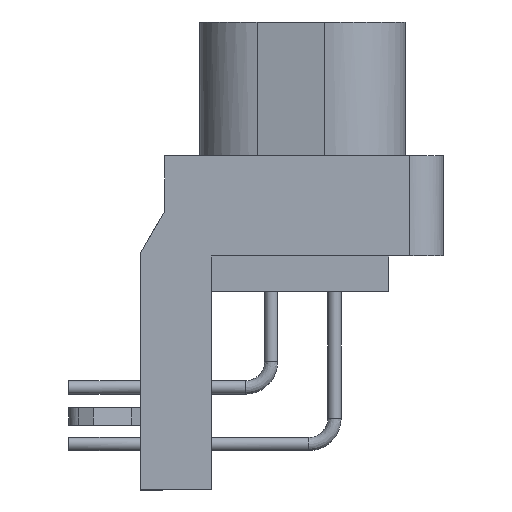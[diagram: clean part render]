
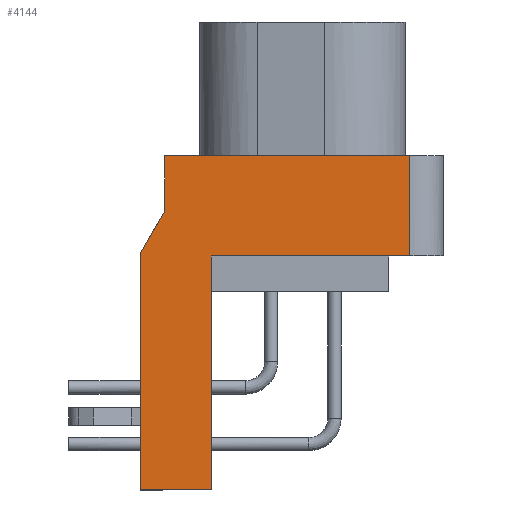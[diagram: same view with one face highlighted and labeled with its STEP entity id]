
A CAD part, left-side view. The second image highlights one B-rep face of the part: STEP entity #4144.
In plain terms, the highlighted free-form (B-spline) face has degree [1, 1] with [2, 2] control points.
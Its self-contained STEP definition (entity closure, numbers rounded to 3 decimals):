
#2535=CARTESIAN_POINT('V60',(-19.75,2.085,
   0.5));
#2536=VERTEX_POINT('V60',#2535);
#2542=CARTESIAN_POINT('V63',(-19.75,-8.915,
   0.5));
#2543=VERTEX_POINT('V63',#2542);
#2544=CARTESIAN_POINT('E88',(-19.75,-8.915,
   0.5));
#2545=CARTESIAN_POINT('E88',(-19.75,2.085,
   0.5));
#2546=B_SPLINE_CURVE_WITH_KNOTS('E88',1,(#2544,#2545),
   .POLYLINE_FORM.,.F.,.U.,(2,2),(0.0,22.0),.UNSPECIFIED.);
#2547=EDGE_CURVE('E88',#2543,#2536,#2546,.T.);
#2600=CARTESIAN_POINT('V59',(-19.75,2.085,
   -2.0));
#2601=VERTEX_POINT('V59',#2600);
#2602=CARTESIAN_POINT('E83',(-19.75,2.085,
   -2.0));
#2603=CARTESIAN_POINT('E83',(-19.75,2.085,
   0.5));
#2604=QUASI_UNIFORM_CURVE('E83',1,(#2602,#2603),.POLYLINE_FORM.,.F.,
   .U.);
#2605=EDGE_CURVE('E83',#2601,#2536,#2604,.T.);
#3777=CARTESIAN_POINT('V65',(-19.75,3.185,
   -3.905));
#3778=VERTEX_POINT('V65',#3777);
#3784=CARTESIAN_POINT('E89',(-19.75,2.085,
   -2.0));
#3785=CARTESIAN_POINT('E89',(-19.75,3.185,
   -3.905));
#3786=QUASI_UNIFORM_CURVE('E89',1,(#3784,#3785),.POLYLINE_FORM.,.F.,
   .U.);
#3787=EDGE_CURVE('E89',#2601,#3778,#3786,.T.);
#3812=CARTESIAN_POINT('V3',(-19.75,3.185,
   -14.5));
#3813=VERTEX_POINT('V3',#3812);
#3821=CARTESIAN_POINT('E90',(-19.75,3.185,
   -3.905));
#3822=CARTESIAN_POINT('E90',(-19.75,3.185,
   -14.5));
#3823=QUASI_UNIFORM_CURVE('E90',1,(#3821,#3822),.POLYLINE_FORM.,.F.,
   .U.);
#3824=EDGE_CURVE('E90',#3778,#3813,#3823,.T.);
#4045=CARTESIAN_POINT('V64',(-19.75,-8.915,
   -4.0));
#4046=VERTEX_POINT('V64',#4045);
#4060=CARTESIAN_POINT('V66',(-19.75,-0.015,
   -4.0));
#4061=VERTEX_POINT('V66',#4060);
#4062=CARTESIAN_POINT('E92',(-19.75,-0.015,
   -4.0));
#4063=CARTESIAN_POINT('E92',(-19.75,-8.915,
   -4.0));
#4064=B_SPLINE_CURVE_WITH_KNOTS('E92',1,(#4062,#4063),
   .POLYLINE_FORM.,.F.,.U.,(2,2),(0.144,1.0),
   .UNSPECIFIED.);
#4065=EDGE_CURVE('E92',#4061,#4046,#4064,.T.);
#4108=CARTESIAN_POINT('E87',(-19.75,-8.915,
   0.5));
#4109=CARTESIAN_POINT('E87',(-19.75,-8.915,
   -4.0));
#4110=QUASI_UNIFORM_CURVE('E87',1,(#4108,#4109),.POLYLINE_FORM.,.F.,
   .U.);
#4111=EDGE_CURVE('E87',#2543,#4046,#4110,.T.);
#4119=CARTESIAN_POINT('F30',(-19.75,3.965,
   -15.325));
#4120=CARTESIAN_POINT('F30',(-19.75,-11.195,
   -15.325));
#4121=CARTESIAN_POINT('F30',(-19.75,3.965,
   0.825));
#4122=CARTESIAN_POINT('F30',(-19.75,-11.195,
   0.825));
#4123=QUASI_UNIFORM_SURFACE('F30',1,1,((#4119,#4121),(#4120,#4122))
,.PLANE_SURF.,.F.,.F.,.U.);
#4124=ORIENTED_EDGE('E87',*,*,#4111,.F.);
#4125=ORIENTED_EDGE('E88',*,*,#2547,.T.);
#4126=ORIENTED_EDGE('E83',*,*,#2605,.F.);
#4127=ORIENTED_EDGE('E89',*,*,#3787,.T.);
#4128=ORIENTED_EDGE('E90',*,*,#3824,.T.);
#4129=CARTESIAN_POINT('V1',(-19.75,-0.015,
   -14.5));
#4130=VERTEX_POINT('V1',#4129);
#4131=CARTESIAN_POINT('E2',(-19.75,3.185,
   -14.5));
#4132=CARTESIAN_POINT('E2',(-19.75,-0.015,
   -14.5));
#4133=QUASI_UNIFORM_CURVE('E2',1,(#4131,#4132),.POLYLINE_FORM.,.F.,
   .U.);
#4134=EDGE_CURVE('E2',#3813,#4130,#4133,.T.);
#4135=ORIENTED_EDGE('E2',*,*,#4134,.T.);
#4136=CARTESIAN_POINT('E91',(-19.75,-0.015,
   -14.5));
#4137=CARTESIAN_POINT('E91',(-19.75,-0.015,
   -4.0));
#4138=QUASI_UNIFORM_CURVE('E91',1,(#4136,#4137),.POLYLINE_FORM.,.F.,
   .U.);
#4139=EDGE_CURVE('E91',#4130,#4061,#4138,.T.);
#4140=ORIENTED_EDGE('E91',*,*,#4139,.T.);
#4141=ORIENTED_EDGE('E92',*,*,#4065,.T.);
#4142=EDGE_LOOP('F30',(#4124,#4125,#4126,#4127,#4128,#4135,#4140,
   #4141));
#4143=FACE_OUTER_BOUND('F30',#4142,.T.);
#4144=ADVANCED_FACE('F30',(#4143),#4123,.T.);
